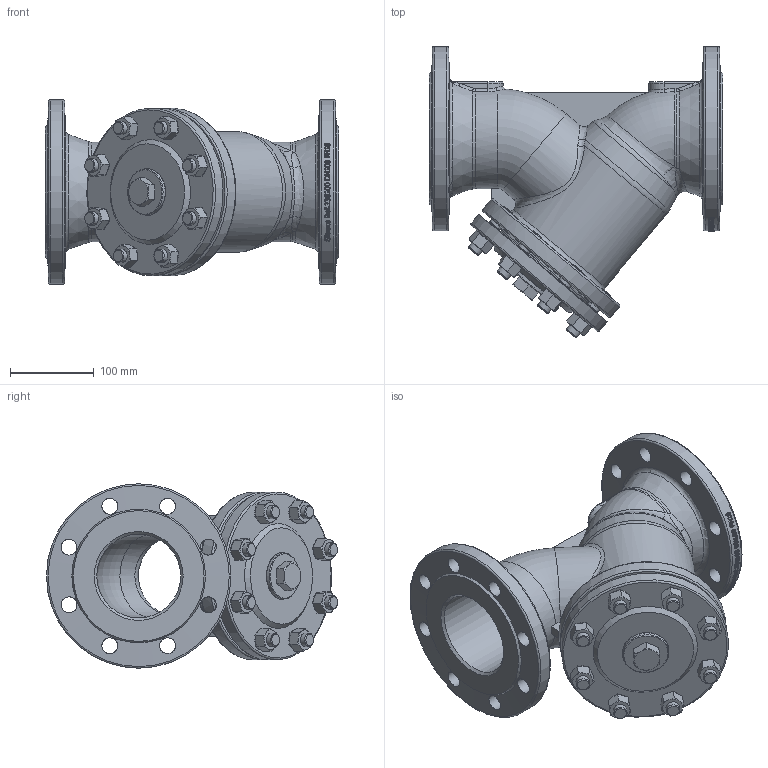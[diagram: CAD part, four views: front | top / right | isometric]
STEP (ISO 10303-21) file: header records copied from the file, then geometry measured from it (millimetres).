
FILE_DESCRIPTION(/* description */ ('236100'),/* implementation_level */ '2;1');
FILE_NAME(/* name */ '236100.stp',/* time_stamp */ '2017-11-06T10:26:32+01:00',/* author */ ('jmorand'),/* organization */ ('Sferaco'),/* preprocessor_version */ 'ST-DEVELOPER v16.5',/* originating_system */ 'Autodesk Inventor 2017',/* authorisation */ '');
FILE_SCHEMA (('CONFIG_CONTROL_DESIGN'));
Products named in the file (1): 821_DN100_PN16
Bounding box: 350 x 347.23 x 220 mm (x, y, z)
Volume: 3777522 mm3; surface area: 629320.7 mm2
Topology: 19 solids, 19 shells, 987 faces, 2421 edges, 1528 vertices
Faces by surface type: plane 328, bspline 282, cylinder 180, cone 133, torus 64
Full cylindrical faces by diameter (mm): 13.797 x16, 14 x16, 16 x32, 16.5 x8, 18 x8, 19 x16, 24 x8, 45 x1, 47.8 x1, 55 x1, 56 x1, 100 x5, 109.5 x2, 119 x1, 124 x1, 135 x2, 140 x2, 200 x2, 220 x2
Entity records: 55969 total; most frequent: CARTESIAN_POINT 35825, ORIENTED_EDGE 4216, DIRECTION 3437, EDGE_CURVE 2108, VERTEX_POINT 1460, EDGE_LOOP 1374, AXIS2_PLACEMENT_3D 1357, FACE_OUTER_BOUND 987
